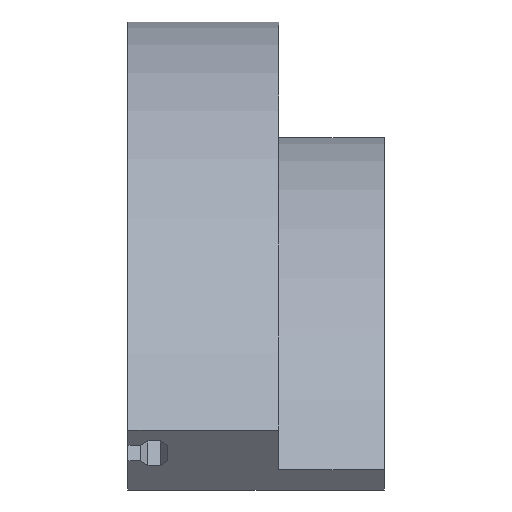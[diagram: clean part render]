
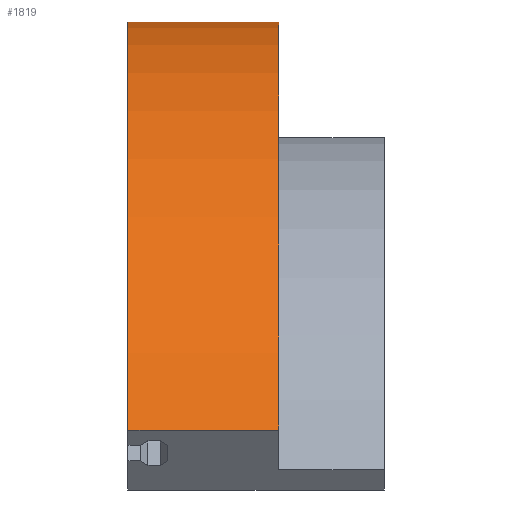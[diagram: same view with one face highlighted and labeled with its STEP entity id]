
A CAD part, left-side view. The second image highlights one B-rep face of the part: STEP entity #1819.
In plain terms, the highlighted cylindrical face has radius 230 mm (diameter 460 mm), a partial arc.
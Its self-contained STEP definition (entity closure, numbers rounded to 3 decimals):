
#218 = CARTESIAN_POINT ( 'NONE',  ( 0., 39., 230. ) ) ;
#264 = CARTESIAN_POINT ( 'NONE',  ( -216.129, 39., 78.665 ) ) ;
#279 = CARTESIAN_POINT ( 'NONE',  ( 0., 95., 230. ) ) ;
#281 = CARTESIAN_POINT ( 'NONE',  ( -216.129, 95., 78.665 ) ) ;
#919 = CARTESIAN_POINT ( 'NONE',  ( -216.129, 95., 78.665 ) ) ;
#920 = DIRECTION ( 'NONE',  ( 0., -1., 0. ) ) ;
#1734 = EDGE_CURVE ( 'NONE', #2024, #2196, #2746, .T. ) ;
#1786 = EDGE_CURVE ( 'NONE', #2211, #2213, #2795, .T. ) ;
#1819 = ADVANCED_FACE ( 'NONE', ( #2444 ), #2438, .T. ) ;
#1831 = EDGE_CURVE ( 'NONE', #2211, #2024, #2450, .T. ) ;
#1944 = EDGE_LOOP ( 'NONE', ( #2097, #2098, #2099, #2101 ) ) ;
#2024 = VERTEX_POINT ( 'NONE', #218 ) ;
#2097 = ORIENTED_EDGE ( 'NONE', *, *, #1786, .T. ) ;
#2098 = ORIENTED_EDGE ( 'NONE', *, *, #2718, .T. ) ;
#2099 = ORIENTED_EDGE ( 'NONE', *, *, #1734, .F. ) ;
#2101 = ORIENTED_EDGE ( 'NONE', *, *, #1831, .F. ) ;
#2196 = VERTEX_POINT ( 'NONE', #264 ) ;
#2211 = VERTEX_POINT ( 'NONE', #279 ) ;
#2213 = VERTEX_POINT ( 'NONE', #281 ) ;
#2438 = CYLINDRICAL_SURFACE ( 'NONE', #2815, 230. ) ;
#2444 = FACE_OUTER_BOUND ( 'NONE', #1944, .T. ) ;
#2450 = LINE ( 'NONE', #3654, #2837 ) ;
#2527 = LINE ( 'NONE', #919, #2898 ) ;
#2589 = DIRECTION ( 'NONE',  ( 0., 0., -1. ) ) ;
#2654 = CARTESIAN_POINT ( 'NONE',  ( 0., 39., 0. ) ) ;
#2666 = DIRECTION ( 'NONE',  ( 0., -1., 0. ) ) ;
#2718 = EDGE_CURVE ( 'NONE', #2213, #2196, #2527, .T. ) ;
#2746 = CIRCLE ( 'NONE', #2755, 230. ) ;
#2755 = AXIS2_PLACEMENT_3D ( 'NONE', #2654, #2666, #2589 ) ;
#2795 = CIRCLE ( 'NONE', #2796, 230. ) ;
#2796 = AXIS2_PLACEMENT_3D ( 'NONE', #3310, #3311, #3312 ) ;
#2815 = AXIS2_PLACEMENT_3D ( 'NONE', #3596, #3597, #3598 ) ;
#2837 = VECTOR ( 'NONE', #3655, 1000. ) ;
#2898 = VECTOR ( 'NONE', #920, 1000. ) ;
#3310 = CARTESIAN_POINT ( 'NONE',  ( 0., 95., 0. ) ) ;
#3311 = DIRECTION ( 'NONE',  ( 0., -1., 0. ) ) ;
#3312 = DIRECTION ( 'NONE',  ( 0., 0., -1. ) ) ;
#3596 = CARTESIAN_POINT ( 'NONE',  ( 0., 0., 0. ) ) ;
#3597 = DIRECTION ( 'NONE',  ( 0., -1., 0. ) ) ;
#3598 = DIRECTION ( 'NONE',  ( 0., 0., -1. ) ) ;
#3654 = CARTESIAN_POINT ( 'NONE',  ( 0., 95., 230. ) ) ;
#3655 = DIRECTION ( 'NONE',  ( 0., -1., 0. ) ) ;
